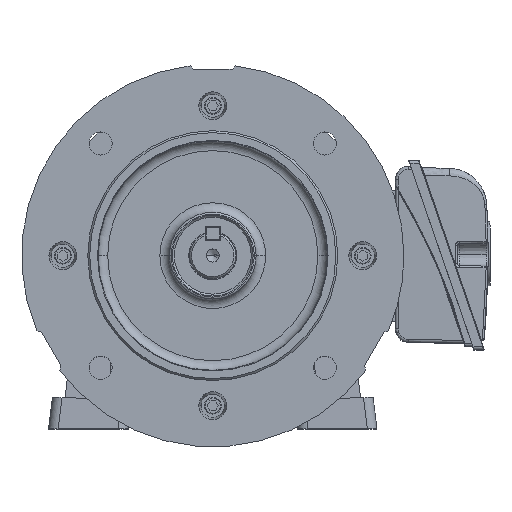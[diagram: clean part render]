
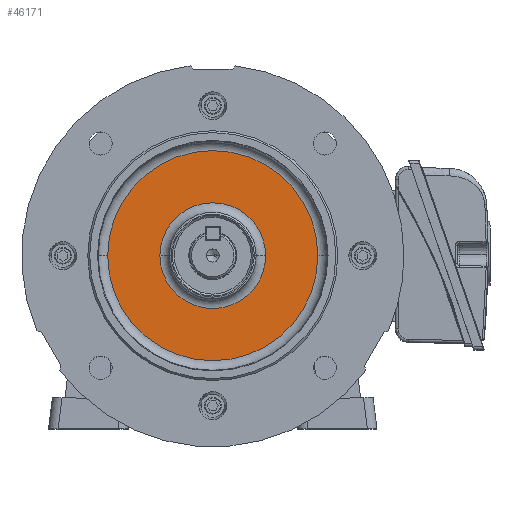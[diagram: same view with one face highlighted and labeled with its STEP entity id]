
A CAD part, top view. The second image highlights one B-rep face of the part: STEP entity #46171.
In plain terms, the highlighted planar face has unit normal (0, 0, 1).
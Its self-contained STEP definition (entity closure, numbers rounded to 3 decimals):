
#736 = VERTEX_POINT ( 'NONE', #26833 ) ;
#1461 = CIRCLE ( 'NONE', #66472, 27.507 ) ;
#2470 = AXIS2_PLACEMENT_3D ( 'NONE', #61577, #46957, #31050 ) ;
#3590 = DIRECTION ( 'NONE',  ( 0., 0., 1. ) ) ;
#6252 = ORIENTED_EDGE ( 'NONE', *, *, #26842, .T. ) ;
#7360 = PLANE ( 'NONE',  #64865 ) ;
#7443 = EDGE_CURVE ( 'NONE', #66693, #46325, #16116, .T. ) ;
#12395 = EDGE_CURVE ( 'NONE', #46325, #66693, #1461, .T. ) ;
#13106 = DIRECTION ( 'NONE',  ( 1., 0., 0. ) ) ;
#13112 = FACE_OUTER_BOUND ( 'NONE', #49345, .T. ) ;
#13829 = EDGE_LOOP ( 'NONE', ( #16833, #59363 ) ) ;
#16116 = CIRCLE ( 'NONE', #51844, 27.507 ) ;
#16287 = VERTEX_POINT ( 'NONE', #46646 ) ;
#16833 = ORIENTED_EDGE ( 'NONE', *, *, #7443, .F. ) ;
#22149 = CARTESIAN_POINT ( 'NONE',  ( 27.507, 0., 0. ) ) ;
#25629 = CARTESIAN_POINT ( 'NONE',  ( -27.507, 0., 0. ) ) ;
#26833 = CARTESIAN_POINT ( 'NONE',  ( 54.647, 0., 0. ) ) ;
#26842 = EDGE_CURVE ( 'NONE', #16287, #736, #56626, .T. ) ;
#28053 = DIRECTION ( 'NONE',  ( 0., 0., -1. ) ) ;
#28713 = DIRECTION ( 'NONE',  ( -1., 0., 0. ) ) ;
#28820 = AXIS2_PLACEMENT_3D ( 'NONE', #58925, #49746, #64344 ) ;
#30223 = CARTESIAN_POINT ( 'NONE',  ( 0., 0., 0. ) ) ;
#31050 = DIRECTION ( 'NONE',  ( 1., 0., 0. ) ) ;
#33815 = CARTESIAN_POINT ( 'NONE',  ( 0., 27.507, 0. ) ) ;
#39455 = EDGE_CURVE ( 'NONE', #736, #16287, #61300, .T. ) ;
#45806 = DIRECTION ( 'NONE',  ( 0., 0., 1. ) ) ;
#46171 = ADVANCED_FACE ( 'NONE', ( #54484, #13112 ), #7360, .F. ) ;
#46325 = VERTEX_POINT ( 'NONE', #25629 ) ;
#46646 = CARTESIAN_POINT ( 'NONE',  ( -54.647, 0., 0. ) ) ;
#46957 = DIRECTION ( 'NONE',  ( 0., 0., 1. ) ) ;
#49345 = EDGE_LOOP ( 'NONE', ( #54417, #6252 ) ) ;
#49746 = DIRECTION ( 'NONE',  ( 0., 0., 1. ) ) ;
#50900 = DIRECTION ( 'NONE',  ( 1., 0., 0. ) ) ;
#51844 = AXIS2_PLACEMENT_3D ( 'NONE', #64986, #3590, #13106 ) ;
#54417 = ORIENTED_EDGE ( 'NONE', *, *, #39455, .T. ) ;
#54484 = FACE_BOUND ( 'NONE', #13829, .T. ) ;
#56626 = CIRCLE ( 'NONE', #2470, 54.647 ) ;
#58925 = CARTESIAN_POINT ( 'NONE',  ( 0., 0., 0. ) ) ;
#59363 = ORIENTED_EDGE ( 'NONE', *, *, #12395, .F. ) ;
#61300 = CIRCLE ( 'NONE', #28820, 54.647 ) ;
#61577 = CARTESIAN_POINT ( 'NONE',  ( 0., 0., 0. ) ) ;
#64344 = DIRECTION ( 'NONE',  ( 1., 0., 0. ) ) ;
#64865 = AXIS2_PLACEMENT_3D ( 'NONE', #33815, #28053, #28713 ) ;
#64986 = CARTESIAN_POINT ( 'NONE',  ( 0., 0., 0. ) ) ;
#66472 = AXIS2_PLACEMENT_3D ( 'NONE', #30223, #45806, #50900 ) ;
#66693 = VERTEX_POINT ( 'NONE', #22149 ) ;
